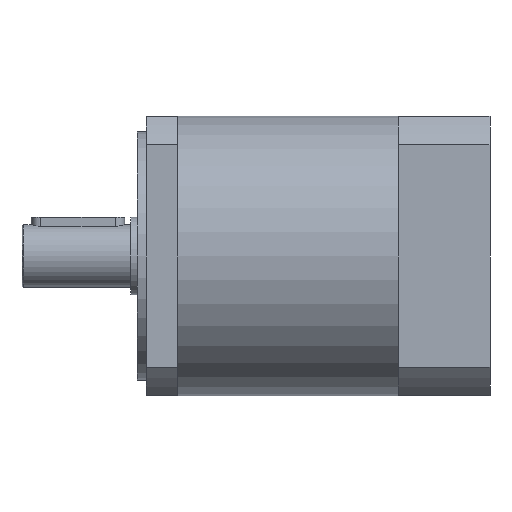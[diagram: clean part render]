
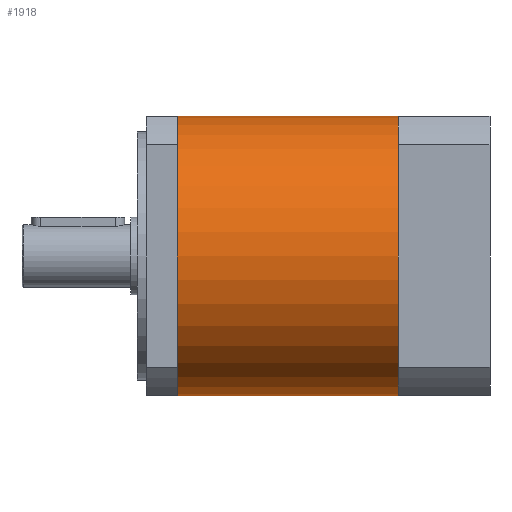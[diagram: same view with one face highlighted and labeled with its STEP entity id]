
A CAD part, left-side view. The second image highlights one B-rep face of the part: STEP entity #1918.
In plain terms, the highlighted cylindrical face has radius 45 mm (diameter 90 mm), a partial arc.
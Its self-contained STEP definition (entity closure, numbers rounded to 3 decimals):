
#20 = DIRECTION ( 'NONE',  ( 0., 0., 1. ) ) ;
#71 = DIRECTION ( 'NONE',  ( 0., 1., 0. ) ) ;
#139 = CARTESIAN_POINT ( 'NONE',  ( -45., 35.5, 0. ) ) ;
#142 = CARTESIAN_POINT ( 'NONE',  ( 0., 35.5, -45. ) ) ;
#249 = DIRECTION ( 'NONE',  ( 0., 1., 0. ) ) ;
#277 = ORIENTED_EDGE ( 'NONE', *, *, #1916, .T. ) ;
#326 = CARTESIAN_POINT ( 'NONE',  ( 0., 35.5, 0. ) ) ;
#341 = DIRECTION ( 'NONE',  ( 0., 0., 1. ) ) ;
#527 = DIRECTION ( 'NONE',  ( 0., -1., 0. ) ) ;
#712 = ORIENTED_EDGE ( 'NONE', *, *, #4353, .T. ) ;
#840 = CIRCLE ( 'NONE', #4455, 45. ) ;
#923 = VERTEX_POINT ( 'NONE', #3674 ) ;
#1058 = ORIENTED_EDGE ( 'NONE', *, *, #2099, .F. ) ;
#1150 = CARTESIAN_POINT ( 'NONE',  ( 0., -35.5, 45. ) ) ;
#1159 = DIRECTION ( 'NONE',  ( 0., 0., 1. ) ) ;
#1206 = VECTOR ( 'NONE', #1601, 1000. ) ;
#1301 = CARTESIAN_POINT ( 'NONE',  ( 0., 35.5, 45. ) ) ;
#1409 = FACE_OUTER_BOUND ( 'NONE', #2916, .T. ) ;
#1467 = LINE ( 'NONE', #1301, #1206 ) ;
#1495 = EDGE_CURVE ( 'NONE', #4591, #4229, #3259, .T. ) ;
#1497 = VERTEX_POINT ( 'NONE', #2322 ) ;
#1601 = DIRECTION ( 'NONE',  ( 0., -1., 0. ) ) ;
#1735 = DIRECTION ( 'NONE',  ( 0., -1., 0. ) ) ;
#1751 = CARTESIAN_POINT ( 'NONE',  ( -45., -35.5, 0. ) ) ;
#1765 = AXIS2_PLACEMENT_3D ( 'NONE', #326, #71, #4045 ) ;
#1911 = CARTESIAN_POINT ( 'NONE',  ( 0., 35.5, 0. ) ) ;
#1916 = EDGE_CURVE ( 'NONE', #923, #4803, #4627, .T. ) ;
#1918 = ADVANCED_FACE ( 'NONE', ( #1409 ), #2392, .T. ) ;
#1951 = EDGE_CURVE ( 'NONE', #1497, #4591, #4370, .T. ) ;
#2083 = ORIENTED_EDGE ( 'NONE', *, *, #1951, .F. ) ;
#2099 = EDGE_CURVE ( 'NONE', #4229, #3015, #1467, .T. ) ;
#2160 = CARTESIAN_POINT ( 'NONE',  ( 0., -35.5, 0. ) ) ;
#2174 = DIRECTION ( 'NONE',  ( 0., 0., -1. ) ) ;
#2322 = CARTESIAN_POINT ( 'NONE',  ( 0., 35.5, -45. ) ) ;
#2373 = CARTESIAN_POINT ( 'NONE',  ( 0., 35.5, 45. ) ) ;
#2390 = AXIS2_PLACEMENT_3D ( 'NONE', #2160, #249, #1159 ) ;
#2392 = CYLINDRICAL_SURFACE ( 'NONE', #3184, 45. ) ;
#2438 = DIRECTION ( 'NONE',  ( 0., 1., 0. ) ) ;
#2607 = CARTESIAN_POINT ( 'NONE',  ( 0., 35.5, 0. ) ) ;
#2916 = EDGE_LOOP ( 'NONE', ( #1058, #3656, #2083, #4390, #277, #712 ) ) ;
#3015 = VERTEX_POINT ( 'NONE', #1150 ) ;
#3184 = AXIS2_PLACEMENT_3D ( 'NONE', #2607, #1735, #2174 ) ;
#3259 = CIRCLE ( 'NONE', #1765, 45. ) ;
#3656 = ORIENTED_EDGE ( 'NONE', *, *, #1495, .F. ) ;
#3674 = CARTESIAN_POINT ( 'NONE',  ( 0., -35.5, -45. ) ) ;
#3842 = EDGE_CURVE ( 'NONE', #1497, #923, #4823, .T. ) ;
#3991 = AXIS2_PLACEMENT_3D ( 'NONE', #1911, #4691, #341 ) ;
#4045 = DIRECTION ( 'NONE',  ( 0., 0., 1. ) ) ;
#4229 = VERTEX_POINT ( 'NONE', #2373 ) ;
#4353 = EDGE_CURVE ( 'NONE', #4803, #3015, #840, .T. ) ;
#4370 = CIRCLE ( 'NONE', #3991, 45. ) ;
#4390 = ORIENTED_EDGE ( 'NONE', *, *, #3842, .T. ) ;
#4455 = AXIS2_PLACEMENT_3D ( 'NONE', #4783, #2438, #20 ) ;
#4591 = VERTEX_POINT ( 'NONE', #139 ) ;
#4605 = VECTOR ( 'NONE', #527, 1000. ) ;
#4627 = CIRCLE ( 'NONE', #2390, 45. ) ;
#4691 = DIRECTION ( 'NONE',  ( 0., 1., 0. ) ) ;
#4783 = CARTESIAN_POINT ( 'NONE',  ( 0., -35.5, 0. ) ) ;
#4803 = VERTEX_POINT ( 'NONE', #1751 ) ;
#4823 = LINE ( 'NONE', #142, #4605 ) ;
